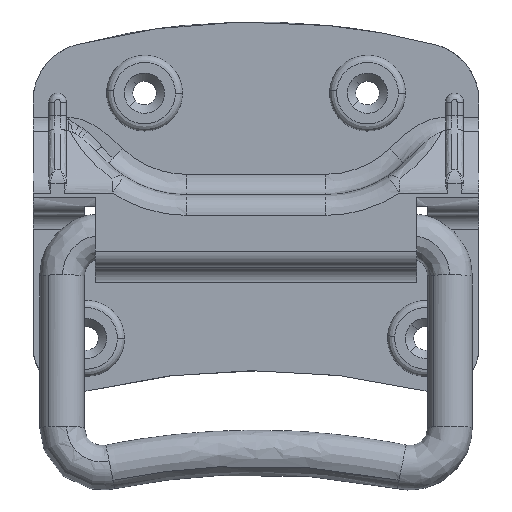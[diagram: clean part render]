
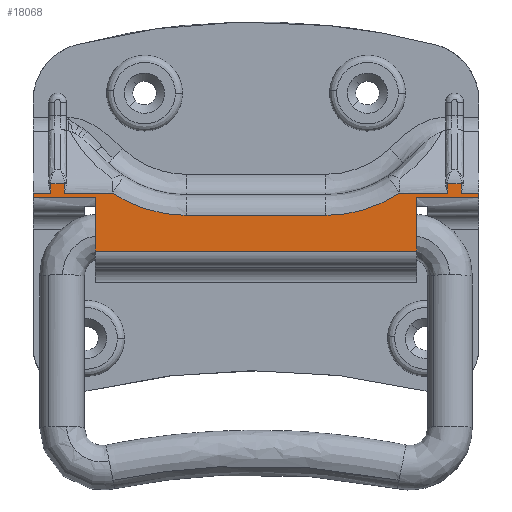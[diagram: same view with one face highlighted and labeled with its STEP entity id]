
A CAD part, front view. The second image highlights one B-rep face of the part: STEP entity #18068.
In plain terms, the highlighted free-form (B-spline) face has degree [1, 1] with [2, 2] control points.
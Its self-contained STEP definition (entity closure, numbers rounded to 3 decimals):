
#7101=CARTESIAN_POINT('',(-46.0,-6.6,11.652));
#7102=VERTEX_POINT('',#7101);
#7149=CARTESIAN_POINT('',(-46.0,-6.6,9.598));
#7150=VERTEX_POINT('',#7149);
#7171=CARTESIAN_POINT('',(-46.0,-6.6,11.652));
#7172=CARTESIAN_POINT('',(-46.0,-6.6,9.598));
#7173=QUASI_UNIFORM_CURVE('',1,(#7171,#7172),.UNSPECIFIED.,.F.,.U.);
#7174=EDGE_CURVE('',#7102,#7150,#7173,.T.);
#7321=CARTESIAN_POINT('',(-43.0,-6.6,11.652));
#7322=VERTEX_POINT('',#7321);
#7449=CARTESIAN_POINT('',(-43.0,-6.6,9.598));
#7450=VERTEX_POINT('',#7449);
#7451=CARTESIAN_POINT('',(-43.0,-6.6,9.598));
#7452=CARTESIAN_POINT('',(-43.0,-6.6,11.652));
#7453=QUASI_UNIFORM_CURVE('',1,(#7451,#7452),.UNSPECIFIED.,.F.,.U.);
#7454=EDGE_CURVE('',#7450,#7322,#7453,.T.);
#7495=CARTESIAN_POINT('',(46.0,-6.6,9.598));
#7496=VERTEX_POINT('',#7495);
#7497=CARTESIAN_POINT('',(46.0,-6.6,11.652));
#7498=VERTEX_POINT('',#7497);
#7499=CARTESIAN_POINT('',(46.0,-6.6,9.598));
#7500=CARTESIAN_POINT('',(46.0,-6.6,11.652));
#7501=QUASI_UNIFORM_CURVE('',1,(#7499,#7500),.UNSPECIFIED.,.F.,.U.);
#7502=EDGE_CURVE('',#7496,#7498,#7501,.T.);
#7702=CARTESIAN_POINT('',(43.0,-6.6,9.598));
#7703=VERTEX_POINT('',#7702);
#7726=CARTESIAN_POINT('',(43.0,-6.6,11.652));
#7727=VERTEX_POINT('',#7726);
#7728=CARTESIAN_POINT('',(43.0,-6.6,11.652));
#7729=CARTESIAN_POINT('',(43.0,-6.6,9.598));
#7730=QUASI_UNIFORM_CURVE('',1,(#7728,#7729),.UNSPECIFIED.,.F.,.U.);
#7731=EDGE_CURVE('',#7727,#7703,#7730,.T.);
#11950=CARTESIAN_POINT('',(32.135,-6.6,9.598));
#11951=VERTEX_POINT('',#11950);
#12071=CARTESIAN_POINT('',(-32.135,-6.6,9.598));
#12072=VERTEX_POINT('',#12071);
#12113=CARTESIAN_POINT('',(-32.135,-6.6,9.598));
#12114=CARTESIAN_POINT('',(-43.0,-6.6,9.598));
#12115=QUASI_UNIFORM_CURVE('',1,(#12113,#12114),.UNSPECIFIED.,.F.,.U.);
#12116=EDGE_CURVE('',#12072,#7450,#12115,.T.);
#12168=CARTESIAN_POINT('',(-15.676,-6.6,4.6));
#12169=VERTEX_POINT('',#12168);
#12170=CARTESIAN_POINT('',(-15.676,-6.6,4.6));
#12171=CARTESIAN_POINT('',(-16.812,-6.6,4.6));
#12172=CARTESIAN_POINT('',(-19.312,-6.6,4.744));
#12173=CARTESIAN_POINT('',(-23.477,-6.6,5.52));
#12174=CARTESIAN_POINT('',(-27.906,-6.6,7.091));
#12175=CARTESIAN_POINT('',(-30.813,-6.6,8.713));
#12176=CARTESIAN_POINT('',(-32.135,-6.6,9.598));
#12177=B_SPLINE_CURVE_WITH_KNOTS('',3,(#12170,#12171,#12172,#12173,#12174,#12175,#12176),.UNSPECIFIED.,.F.,.U.,(4,1,1,1,4),(0.,3.409,7.499,12.681,17.453),.UNSPECIFIED.);
#12178=EDGE_CURVE('',#12169,#12072,#12177,.T.);
#12211=CARTESIAN_POINT('',(15.676,-6.6,4.6));
#12212=VERTEX_POINT('',#12211);
#12235=CARTESIAN_POINT('',(15.676,-6.6,4.6));
#12236=CARTESIAN_POINT('',(-15.676,-6.6,4.6));
#12237=QUASI_UNIFORM_CURVE('',1,(#12235,#12236),.UNSPECIFIED.,.F.,.U.);
#12238=EDGE_CURVE('',#12212,#12169,#12237,.T.);
#12260=CARTESIAN_POINT('',(32.135,-6.6,9.598));
#12261=CARTESIAN_POINT('',(31.001,-6.6,8.84));
#12262=CARTESIAN_POINT('',(28.986,-6.6,7.684));
#12263=CARTESIAN_POINT('',(25.93,-6.6,6.381));
#12264=CARTESIAN_POINT('',(22.76,-6.6,5.387));
#12265=CARTESIAN_POINT('',(19.312,-6.6,4.744));
#12266=CARTESIAN_POINT('',(16.812,-6.6,4.6));
#12267=CARTESIAN_POINT('',(15.676,-6.6,4.6));
#12268=B_SPLINE_CURVE_WITH_KNOTS('',3,(#12260,#12261,#12262,#12263,#12264,#12265,#12266,#12267),.UNSPECIFIED.,.F.,.U.,(4,1,1,1,1,4),(0.,4.091,6.954,9.954,14.044,17.453),.UNSPECIFIED.);
#12269=EDGE_CURVE('',#11951,#12212,#12268,.T.);
#12308=CARTESIAN_POINT('',(43.0,-6.6,9.598));
#12309=CARTESIAN_POINT('',(32.135,-6.6,9.598));
#12310=QUASI_UNIFORM_CURVE('',1,(#12308,#12309),.UNSPECIFIED.,.F.,.U.);
#12311=EDGE_CURVE('',#7703,#11951,#12310,.T.);
#12355=CARTESIAN_POINT('',(-50.,-6.6,9.598));
#12356=VERTEX_POINT('',#12355);
#12366=CARTESIAN_POINT('',(-46.0,-6.6,9.598));
#12367=CARTESIAN_POINT('',(-50.,-6.6,9.598));
#12368=QUASI_UNIFORM_CURVE('',1,(#12366,#12367),.UNSPECIFIED.,.F.,.U.);
#12369=EDGE_CURVE('',#7150,#12356,#12368,.T.);
#12390=CARTESIAN_POINT('',(-43.0,-6.6,11.652));
#12391=CARTESIAN_POINT('',(-46.0,-6.6,11.652));
#12392=QUASI_UNIFORM_CURVE('',1,(#12390,#12391),.UNSPECIFIED.,.F.,.U.);
#12393=EDGE_CURVE('',#7322,#7102,#12392,.T.);
#12423=CARTESIAN_POINT('',(46.0,-6.6,11.652));
#12424=CARTESIAN_POINT('',(43.0,-6.6,11.652));
#12425=QUASI_UNIFORM_CURVE('',1,(#12423,#12424),.UNSPECIFIED.,.F.,.U.);
#12426=EDGE_CURVE('',#7498,#7727,#12425,.T.);
#12463=CARTESIAN_POINT('',(50.0,-6.6,9.598));
#12464=VERTEX_POINT('',#12463);
#12465=CARTESIAN_POINT('',(50.0,-6.6,9.598));
#12466=CARTESIAN_POINT('',(46.0,-6.6,9.598));
#12467=QUASI_UNIFORM_CURVE('',1,(#12465,#12466),.UNSPECIFIED.,.F.,.U.);
#12468=EDGE_CURVE('',#12464,#7496,#12467,.T.);
#16293=CARTESIAN_POINT('',(-36.0,-6.6,8.6));
#16294=VERTEX_POINT('',#16293);
#16305=CARTESIAN_POINT('',(-50.,-6.6,8.6));
#16306=VERTEX_POINT('',#16305);
#16307=CARTESIAN_POINT('',(-50.,-6.6,8.6));
#16308=CARTESIAN_POINT('',(-36.0,-6.6,8.6));
#16309=QUASI_UNIFORM_CURVE('',1,(#16307,#16308),.UNSPECIFIED.,.F.,.U.);
#16310=EDGE_CURVE('',#16306,#16294,#16309,.T.);
#16388=CARTESIAN_POINT('',(50.0,-6.6,8.6));
#16389=VERTEX_POINT('',#16388);
#16403=CARTESIAN_POINT('',(36.0,-6.6,8.6));
#16404=VERTEX_POINT('',#16403);
#16405=CARTESIAN_POINT('',(36.0,-6.6,8.6));
#16406=CARTESIAN_POINT('',(50.0,-6.6,8.6));
#16407=QUASI_UNIFORM_CURVE('',1,(#16405,#16406),.UNSPECIFIED.,.F.,.U.);
#16408=EDGE_CURVE('',#16404,#16389,#16407,.T.);
#17435=CARTESIAN_POINT('',(-36.,-6.6,5.0));
#17436=VERTEX_POINT('',#17435);
#17442=CARTESIAN_POINT('',(-36.0,-6.6,8.6));
#17443=CARTESIAN_POINT('',(-36.,-6.6,5.0));
#17444=QUASI_UNIFORM_CURVE('',1,(#17442,#17443),.UNSPECIFIED.,.F.,.U.);
#17445=EDGE_CURVE('',#16294,#17436,#17444,.T.);
#17558=CARTESIAN_POINT('',(36.,-6.6,5.0));
#17559=VERTEX_POINT('',#17558);
#17574=CARTESIAN_POINT('',(36.0,-6.6,8.6));
#17575=CARTESIAN_POINT('',(36.,-6.6,5.0));
#17576=QUASI_UNIFORM_CURVE('',1,(#17574,#17575),.UNSPECIFIED.,.F.,.U.);
#17577=EDGE_CURVE('',#16404,#17559,#17576,.T.);
#17814=CARTESIAN_POINT('',(36.,-6.6,-3.4));
#17815=VERTEX_POINT('',#17814);
#17829=CARTESIAN_POINT('',(-36.,-6.6,-3.4));
#17830=VERTEX_POINT('',#17829);
#17831=CARTESIAN_POINT('',(36.,-6.6,-3.4));
#17832=CARTESIAN_POINT('',(-36.,-6.6,-3.4));
#17833=QUASI_UNIFORM_CURVE('',1,(#17831,#17832),.UNSPECIFIED.,.F.,.U.);
#17834=EDGE_CURVE('',#17815,#17830,#17833,.T.);
#17942=CARTESIAN_POINT('',(36.,-6.6,-3.4));
#17943=CARTESIAN_POINT('',(36.,-6.6,5.0));
#17944=QUASI_UNIFORM_CURVE('',1,(#17942,#17943),.UNSPECIFIED.,.F.,.U.);
#17945=EDGE_CURVE('',#17815,#17559,#17944,.T.);
#17989=CARTESIAN_POINT('',(-36.,-6.6,-3.4));
#17990=CARTESIAN_POINT('',(-36.,-6.6,5.0));
#17991=QUASI_UNIFORM_CURVE('',1,(#17989,#17990),.UNSPECIFIED.,.F.,.U.);
#17992=EDGE_CURVE('',#17830,#17436,#17991,.T.);
#18031=CARTESIAN_POINT('',(-54.995,-6.6,12.404));
#18032=CARTESIAN_POINT('',(-54.995,-6.6,-4.152));
#18033=CARTESIAN_POINT('',(54.995,-6.6,12.404));
#18034=CARTESIAN_POINT('',(54.995,-6.6,-4.152));
#18035=B_SPLINE_SURFACE_WITH_KNOTS('',1,1,((#18031,#18033),(#18032,#18034)),.UNSPECIFIED.,.F.,.F.,.U.,(2,2),(2,2),(0.0,16.556),(0.0,109.99),.UNSPECIFIED.);
#18036=ORIENTED_EDGE('',*,*,#12426,.T.);
#18037=ORIENTED_EDGE('',*,*,#7731,.T.);
#18038=ORIENTED_EDGE('',*,*,#12311,.T.);
#18039=ORIENTED_EDGE('',*,*,#12269,.T.);
#18040=ORIENTED_EDGE('',*,*,#12238,.T.);
#18041=ORIENTED_EDGE('',*,*,#12178,.T.);
#18042=ORIENTED_EDGE('',*,*,#12116,.T.);
#18043=ORIENTED_EDGE('',*,*,#7454,.T.);
#18044=ORIENTED_EDGE('',*,*,#12393,.T.);
#18045=ORIENTED_EDGE('',*,*,#7174,.T.);
#18046=ORIENTED_EDGE('',*,*,#12369,.T.);
#18047=CARTESIAN_POINT('',(-50.,-6.6,8.6));
#18048=CARTESIAN_POINT('',(-50.,-6.6,9.598));
#18049=QUASI_UNIFORM_CURVE('',1,(#18047,#18048),.UNSPECIFIED.,.F.,.U.);
#18050=EDGE_CURVE('',#16306,#12356,#18049,.T.);
#18051=ORIENTED_EDGE('',*,*,#18050,.F.);
#18052=ORIENTED_EDGE('',*,*,#16310,.T.);
#18053=ORIENTED_EDGE('',*,*,#17445,.T.);
#18054=ORIENTED_EDGE('',*,*,#17992,.F.);
#18055=ORIENTED_EDGE('',*,*,#17834,.F.);
#18056=ORIENTED_EDGE('',*,*,#17945,.T.);
#18057=ORIENTED_EDGE('',*,*,#17577,.F.);
#18058=ORIENTED_EDGE('',*,*,#16408,.T.);
#18059=CARTESIAN_POINT('',(50.0,-6.6,8.6));
#18060=CARTESIAN_POINT('',(50.0,-6.6,9.598));
#18061=QUASI_UNIFORM_CURVE('',1,(#18059,#18060),.UNSPECIFIED.,.F.,.U.);
#18062=EDGE_CURVE('',#16389,#12464,#18061,.T.);
#18063=ORIENTED_EDGE('',*,*,#18062,.T.);
#18064=ORIENTED_EDGE('',*,*,#12468,.T.);
#18065=ORIENTED_EDGE('',*,*,#7502,.T.);
#18066=EDGE_LOOP('',(#18036,#18037,#18038,#18039,#18040,#18041,#18042,#18043,#18044,#18045,#18046,#18051,#18052,#18053,#18054,#18055,#18056,#18057,#18058,#18063,#18064,#18065));
#18067=FACE_OUTER_BOUND('',#18066,.T.);
#18068=ADVANCED_FACE('',(#18067),#18035,.T.);
